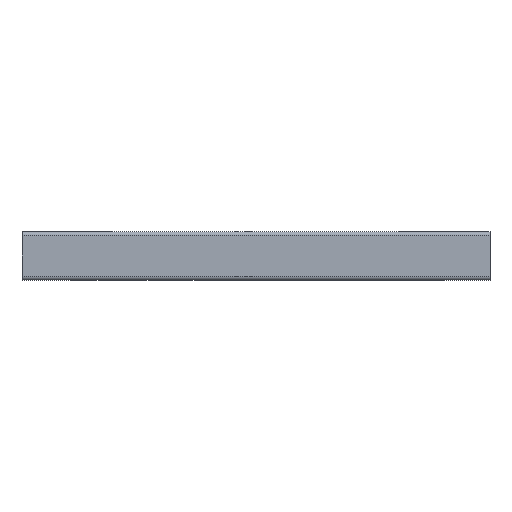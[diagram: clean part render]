
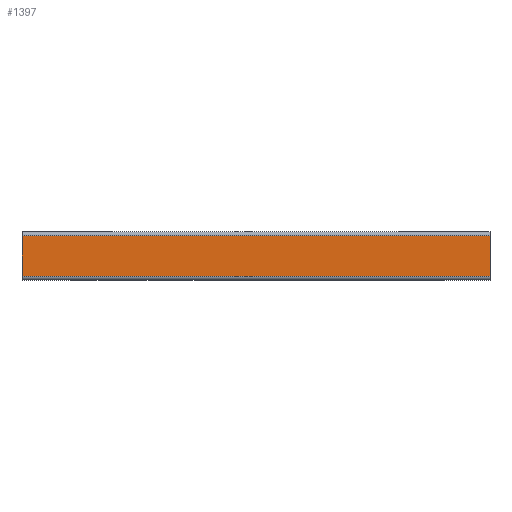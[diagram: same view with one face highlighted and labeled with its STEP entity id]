
A CAD part, front view. The second image highlights one B-rep face of the part: STEP entity #1397.
In plain terms, the highlighted planar face has unit normal (0, -1, 0).
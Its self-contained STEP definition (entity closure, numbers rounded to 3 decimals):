
#32 = PLANE('',#33);
#33 = AXIS2_PLACEMENT_3D('',#34,#35,#36);
#34 = CARTESIAN_POINT('',(-72.5,60.,0.));
#35 = DIRECTION('',(1.,0.,-0.));
#36 = DIRECTION('',(0.,-1.,0.));
#636 = VERTEX_POINT('',#637);
#637 = CARTESIAN_POINT('',(-72.5,-62.,13.8));
#656 = CYLINDRICAL_SURFACE('',#657,1.2);
#657 = AXIS2_PLACEMENT_3D('',#658,#659,#660);
#658 = CARTESIAN_POINT('',(-72.5,-60.8,13.8));
#659 = DIRECTION('',(1.,0.,0.));
#660 = DIRECTION('',(0.,-1.,-0.));
#668 = EDGE_CURVE('',#669,#636,#671,.T.);
#669 = VERTEX_POINT('',#670);
#670 = CARTESIAN_POINT('',(-72.5,-62.,1.2));
#671 = SURFACE_CURVE('',#672,(#676,#683),.PCURVE_S1.);
#672 = LINE('',#673,#674);
#673 = CARTESIAN_POINT('',(-72.5,-62.,0.));
#674 = VECTOR('',#675,1.);
#675 = DIRECTION('',(0.,0.,1.));
#676 = PCURVE('',#32,#677);
#677 = DEFINITIONAL_REPRESENTATION('',(#678),#682);
#678 = LINE('',#679,#680);
#679 = CARTESIAN_POINT('',(122.,0.));
#680 = VECTOR('',#681,1.);
#681 = DIRECTION('',(0.,-1.));
#682 = ( GEOMETRIC_REPRESENTATION_CONTEXT(2) 
PARAMETRIC_REPRESENTATION_CONTEXT() REPRESENTATION_CONTEXT('2D SPACE',''
  ) );
#683 = PCURVE('',#684,#689);
#684 = PLANE('',#685);
#685 = AXIS2_PLACEMENT_3D('',#686,#687,#688);
#686 = CARTESIAN_POINT('',(-72.5,-62.,0.));
#687 = DIRECTION('',(0.,1.,0.));
#688 = DIRECTION('',(1.,0.,0.));
#689 = DEFINITIONAL_REPRESENTATION('',(#690),#694);
#690 = LINE('',#691,#692);
#691 = CARTESIAN_POINT('',(0.,0.));
#692 = VECTOR('',#693,1.);
#693 = DIRECTION('',(0.,-1.));
#694 = ( GEOMETRIC_REPRESENTATION_CONTEXT(2) 
PARAMETRIC_REPRESENTATION_CONTEXT() REPRESENTATION_CONTEXT('2D SPACE',''
  ) );
#717 = CYLINDRICAL_SURFACE('',#718,1.2);
#718 = AXIS2_PLACEMENT_3D('',#719,#720,#721);
#719 = CARTESIAN_POINT('',(-72.5,-60.8,1.2));
#720 = DIRECTION('',(1.,0.,0.));
#721 = DIRECTION('',(0.,0.,-1.));
#805 = PLANE('',#806);
#806 = AXIS2_PLACEMENT_3D('',#807,#808,#809);
#807 = CARTESIAN_POINT('',(72.5,-60.,0.));
#808 = DIRECTION('',(-1.,0.,0.));
#809 = DIRECTION('',(0.,1.,0.));
#1279 = EDGE_CURVE('',#669,#1280,#1282,.T.);
#1280 = VERTEX_POINT('',#1281);
#1281 = CARTESIAN_POINT('',(72.5,-62.,1.2));
#1282 = SURFACE_CURVE('',#1283,(#1287,#1294),.PCURVE_S1.);
#1283 = LINE('',#1284,#1285);
#1284 = CARTESIAN_POINT('',(-72.5,-62.,1.2));
#1285 = VECTOR('',#1286,1.);
#1286 = DIRECTION('',(1.,0.,0.));
#1287 = PCURVE('',#717,#1288);
#1288 = DEFINITIONAL_REPRESENTATION('',(#1289),#1293);
#1289 = LINE('',#1290,#1291);
#1290 = CARTESIAN_POINT('',(-1.571,0.));
#1291 = VECTOR('',#1292,1.);
#1292 = DIRECTION('',(-0.,1.));
#1293 = ( GEOMETRIC_REPRESENTATION_CONTEXT(2) 
PARAMETRIC_REPRESENTATION_CONTEXT() REPRESENTATION_CONTEXT('2D SPACE',''
  ) );
#1294 = PCURVE('',#684,#1295);
#1295 = DEFINITIONAL_REPRESENTATION('',(#1296),#1300);
#1296 = LINE('',#1297,#1298);
#1297 = CARTESIAN_POINT('',(0.,-1.2));
#1298 = VECTOR('',#1299,1.);
#1299 = DIRECTION('',(1.,0.));
#1300 = ( GEOMETRIC_REPRESENTATION_CONTEXT(2) 
PARAMETRIC_REPRESENTATION_CONTEXT() REPRESENTATION_CONTEXT('2D SPACE',''
  ) );
#1397 = ADVANCED_FACE('',(#1398),#684,.F.);
#1398 = FACE_BOUND('',#1399,.F.);
#1399 = EDGE_LOOP('',(#1400,#1401,#1424,#1445));
#1400 = ORIENTED_EDGE('',*,*,#668,.T.);
#1401 = ORIENTED_EDGE('',*,*,#1402,.T.);
#1402 = EDGE_CURVE('',#636,#1403,#1405,.T.);
#1403 = VERTEX_POINT('',#1404);
#1404 = CARTESIAN_POINT('',(72.5,-62.,13.8));
#1405 = SURFACE_CURVE('',#1406,(#1410,#1417),.PCURVE_S1.);
#1406 = LINE('',#1407,#1408);
#1407 = CARTESIAN_POINT('',(-72.5,-62.,13.8));
#1408 = VECTOR('',#1409,1.);
#1409 = DIRECTION('',(1.,0.,0.));
#1410 = PCURVE('',#684,#1411);
#1411 = DEFINITIONAL_REPRESENTATION('',(#1412),#1416);
#1412 = LINE('',#1413,#1414);
#1413 = CARTESIAN_POINT('',(0.,-13.8));
#1414 = VECTOR('',#1415,1.);
#1415 = DIRECTION('',(1.,0.));
#1416 = ( GEOMETRIC_REPRESENTATION_CONTEXT(2) 
PARAMETRIC_REPRESENTATION_CONTEXT() REPRESENTATION_CONTEXT('2D SPACE',''
  ) );
#1417 = PCURVE('',#656,#1418);
#1418 = DEFINITIONAL_REPRESENTATION('',(#1419),#1423);
#1419 = LINE('',#1420,#1421);
#1420 = CARTESIAN_POINT('',(-0.,0.));
#1421 = VECTOR('',#1422,1.);
#1422 = DIRECTION('',(-0.,1.));
#1423 = ( GEOMETRIC_REPRESENTATION_CONTEXT(2) 
PARAMETRIC_REPRESENTATION_CONTEXT() REPRESENTATION_CONTEXT('2D SPACE',''
  ) );
#1424 = ORIENTED_EDGE('',*,*,#1425,.F.);
#1425 = EDGE_CURVE('',#1280,#1403,#1426,.T.);
#1426 = SURFACE_CURVE('',#1427,(#1431,#1438),.PCURVE_S1.);
#1427 = LINE('',#1428,#1429);
#1428 = CARTESIAN_POINT('',(72.5,-62.,0.));
#1429 = VECTOR('',#1430,1.);
#1430 = DIRECTION('',(0.,0.,1.));
#1431 = PCURVE('',#684,#1432);
#1432 = DEFINITIONAL_REPRESENTATION('',(#1433),#1437);
#1433 = LINE('',#1434,#1435);
#1434 = CARTESIAN_POINT('',(145.,0.));
#1435 = VECTOR('',#1436,1.);
#1436 = DIRECTION('',(0.,-1.));
#1437 = ( GEOMETRIC_REPRESENTATION_CONTEXT(2) 
PARAMETRIC_REPRESENTATION_CONTEXT() REPRESENTATION_CONTEXT('2D SPACE',''
  ) );
#1438 = PCURVE('',#805,#1439);
#1439 = DEFINITIONAL_REPRESENTATION('',(#1440),#1444);
#1440 = LINE('',#1441,#1442);
#1441 = CARTESIAN_POINT('',(-2.,0.));
#1442 = VECTOR('',#1443,1.);
#1443 = DIRECTION('',(0.,-1.));
#1444 = ( GEOMETRIC_REPRESENTATION_CONTEXT(2) 
PARAMETRIC_REPRESENTATION_CONTEXT() REPRESENTATION_CONTEXT('2D SPACE',''
  ) );
#1445 = ORIENTED_EDGE('',*,*,#1279,.F.);
